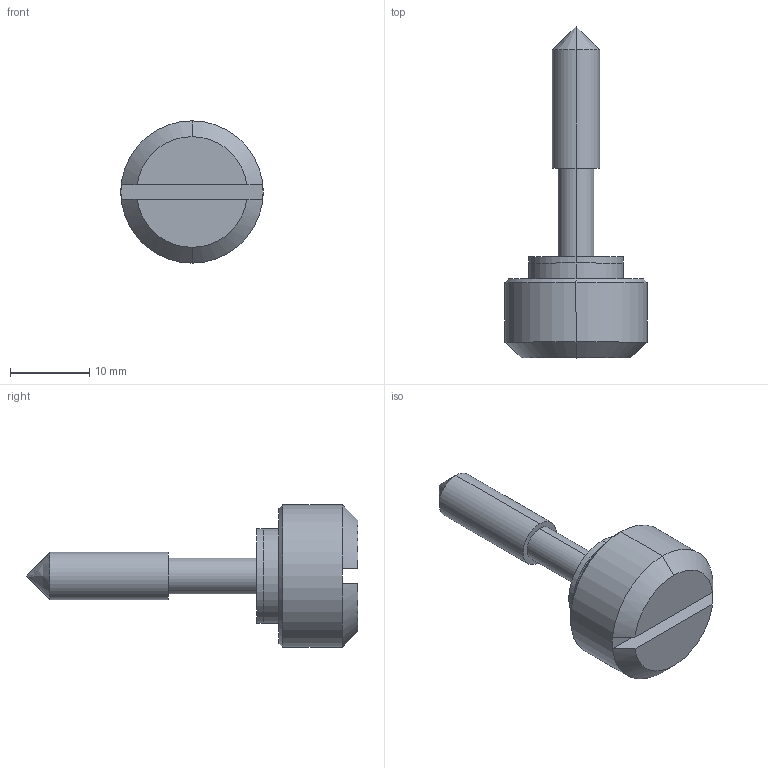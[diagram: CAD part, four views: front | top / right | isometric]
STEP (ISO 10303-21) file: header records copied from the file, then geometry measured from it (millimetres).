
FILE_DESCRIPTION( (''), '2;1');
FILE_NAME ('PC007.39296.TL_453SUS_630_14923.stp','2025-03-07T15:03:09',(''),(''),'spGate 19.8.4 (****-****-****-****)','','');
FILE_SCHEMA (('AUTOMOTIVE_DESIGN'));
Length unit declared in the file: millimetre
Products named in the file (3): Assembly; washer; knob
Assembly tree (2 placements, depth 2):
  Assembly
    washer
    knob
Bounding box: 18 x 42 x 18 mm (x, y, z)
Volume: 3314.3 mm3; surface area: 1830.3 mm2
Topology: 2 solids, 2 shells, 42 faces, 102 edges, 65 vertices
Faces by surface type: cylinder 18, plane 18, bspline 6
Entity records: 2144 total; most frequent: CARTESIAN_POINT 295, DIRECTION 208, ORIENTED_EDGE 200, COLOUR_RGB 144, PRESENTATION_STYLE_ASSIGNMENT 144, STYLED_ITEM 144, EDGE_CURVE 100, DRAUGHTING_PRE_DEFINED_CURVE_FONT 100
